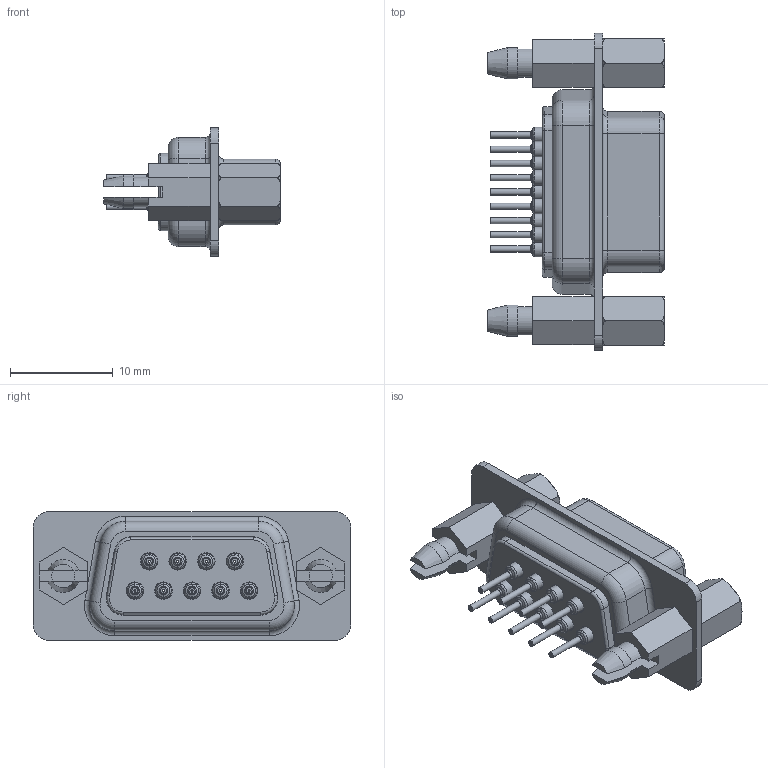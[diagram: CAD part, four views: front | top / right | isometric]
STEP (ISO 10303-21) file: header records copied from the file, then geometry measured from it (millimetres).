
FILE_DESCRIPTION( ('This file contains a STEP AP42 implementation' ,'as created by ZW3D STEP Interface translator.') ,'2;1' );
FILE_NAME( '6222-XXFHXXX0X.stp' ,'231114.135517', (''), ('ZWCAD Software Co.'), 'Version 1.0', 'ZW3D to STEP translator', '' );
FILE_SCHEMA(('AUTOMOTIVE_DESIGN { 1 0 10303 214 1 1 1 1 }'));
Length unit declared in the file: millimetre
Products named in the file (2): 0; 6222
Bounding box: 17.15 x 30.8 x 12.5 mm (x, y, z)
Volume: 1959.1 mm3; surface area: 4059.8 mm2
Topology: 1 solids, 6 shells, 1297 faces, 3444 edges, 2176 vertices
Faces by surface type: cylinder 444, plane 371, bspline 188, cone 157, torus 137
Entity records: 56670 total; most frequent: CARTESIAN_POINT 25204, ORIENTED_EDGE 6880, DIRECTION 5507, EDGE_CURVE 3440, VERTEX_POINT 2176, AXIS2_PLACEMENT_3D 2117, EDGE_LOOP 1342, FACE_OUTER_BOUND 1297
